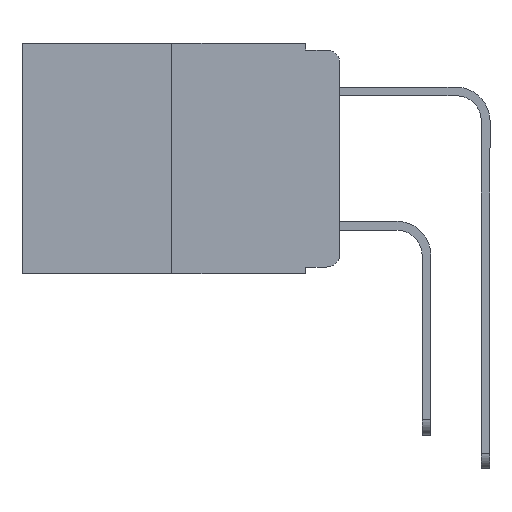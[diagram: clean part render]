
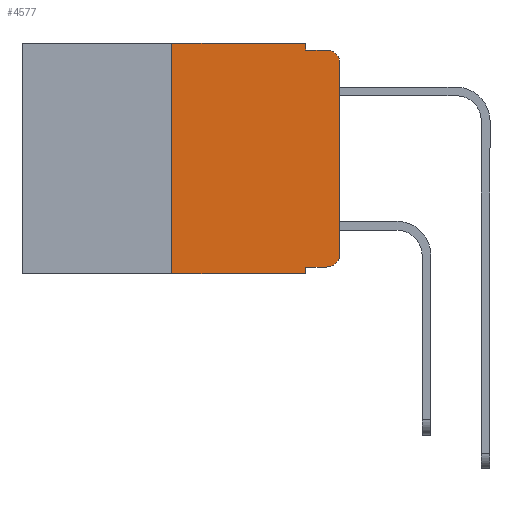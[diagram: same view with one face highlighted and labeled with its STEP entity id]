
A CAD part, left-side view. The second image highlights one B-rep face of the part: STEP entity #4577.
In plain terms, the highlighted planar face has unit normal (-1, 0, 0).
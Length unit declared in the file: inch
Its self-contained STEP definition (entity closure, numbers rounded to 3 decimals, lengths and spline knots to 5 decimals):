
#187 = EDGE_LOOP ( 'NONE', ( #1061, #1230, #1298, #254, #2815, #7730, #5316, #4898, #4855, #7894 ) ) ;
#254 = ORIENTED_EDGE ( 'NONE', *, *, #7529, .F. ) ;
#309 = EDGE_CURVE ( 'NONE', #10078, #4919, #6970, .T. ) ;
#396 = VECTOR ( 'NONE', #10759, 39.37008 ) ;
#475 = VERTEX_POINT ( 'NONE', #4597 ) ;
#784 = CARTESIAN_POINT ( 'NONE',  ( 0., 0.02, -0.03 ) ) ;
#807 = CARTESIAN_POINT ( 'NONE',  ( 0., 0.25, 0. ) ) ;
#834 = CARTESIAN_POINT ( 'NONE',  ( 0., 0.051, -0.333 ) ) ;
#953 = DIRECTION ( 'NONE',  ( 1., 0., 0. ) ) ;
#1061 = ORIENTED_EDGE ( 'NONE', *, *, #5428, .T. ) ;
#1230 = ORIENTED_EDGE ( 'NONE', *, *, #9667, .T. ) ;
#1233 = VERTEX_POINT ( 'NONE', #6594 ) ;
#1298 = ORIENTED_EDGE ( 'NONE', *, *, #2942, .F. ) ;
#1420 = AXIS2_PLACEMENT_3D ( 'NONE', #2090, #2184, #2160 ) ;
#1481 = DIRECTION ( 'NONE',  ( 0., -1., 0. ) ) ;
#1538 = AXIS2_PLACEMENT_3D ( 'NONE', #784, #7332, #1805 ) ;
#1543 = VECTOR ( 'NONE', #10712, 39.37008 ) ;
#1805 = DIRECTION ( 'NONE',  ( 0., 0., -1. ) ) ;
#1973 = LINE ( 'NONE', #9550, #8633 ) ;
#2090 = CARTESIAN_POINT ( 'NONE',  ( 0., 0.02, -0.313 ) ) ;
#2160 = DIRECTION ( 'NONE',  ( 0., 0., -1. ) ) ;
#2184 = DIRECTION ( 'NONE',  ( -1., 0., 0. ) ) ;
#2256 = EDGE_CURVE ( 'NONE', #7575, #10078, #6499, .T. ) ;
#2469 = FACE_OUTER_BOUND ( 'NONE', #187, .T. ) ;
#2815 = ORIENTED_EDGE ( 'NONE', *, *, #3098, .F. ) ;
#2934 = CARTESIAN_POINT ( 'NONE',  ( 0., 0.25, -0.343 ) ) ;
#2942 = EDGE_CURVE ( 'NONE', #5433, #1233, #9956, .T. ) ;
#3094 = VERTEX_POINT ( 'NONE', #7929 ) ;
#3098 = EDGE_CURVE ( 'NONE', #475, #10245, #1973, .T. ) ;
#3233 = EDGE_CURVE ( 'NONE', #7575, #5882, #5182, .T. ) ;
#3480 = CARTESIAN_POINT ( 'NONE',  ( 0., 0., -0.313 ) ) ;
#3781 = CARTESIAN_POINT ( 'NONE',  ( 0., 0.473, 0. ) ) ;
#4012 = VECTOR ( 'NONE', #1481, 39.37008 ) ;
#4568 = LINE ( 'NONE', #9590, #6766 ) ;
#4577 = ADVANCED_FACE ( 'NONE', ( #2469 ), #5691, .F. ) ;
#4597 = CARTESIAN_POINT ( 'NONE',  ( 0., 0.25, 0. ) ) ;
#4824 = EDGE_CURVE ( 'NONE', #9839, #5882, #10635, .T. ) ;
#4855 = ORIENTED_EDGE ( 'NONE', *, *, #2256, .T. ) ;
#4898 = ORIENTED_EDGE ( 'NONE', *, *, #3233, .F. ) ;
#4919 = VERTEX_POINT ( 'NONE', #3480 ) ;
#5009 = EDGE_CURVE ( 'NONE', #9839, #475, #8525, .T. ) ;
#5182 = LINE ( 'NONE', #9919, #396 ) ;
#5236 = DIRECTION ( 'NONE',  ( 0., -1., 0. ) ) ;
#5259 = AXIS2_PLACEMENT_3D ( 'NONE', #3781, #953, #7485 ) ;
#5308 = CARTESIAN_POINT ( 'NONE',  ( 0., 0.051, -0.333 ) ) ;
#5316 = ORIENTED_EDGE ( 'NONE', *, *, #4824, .T. ) ;
#5428 = EDGE_CURVE ( 'NONE', #4919, #3094, #6501, .T. ) ;
#5433 = VERTEX_POINT ( 'NONE', #8126 ) ;
#5691 = PLANE ( 'NONE',  #5259 ) ;
#5882 = VERTEX_POINT ( 'NONE', #11229 ) ;
#6121 = DIRECTION ( 'NONE',  ( 0., -1., 0. ) ) ;
#6419 = CIRCLE ( 'NONE', #1538, 0.02 ) ;
#6499 = LINE ( 'NONE', #834, #4012 ) ;
#6501 = LINE ( 'NONE', #11470, #8784 ) ;
#6594 = CARTESIAN_POINT ( 'NONE',  ( 0., 0.02, -0.01 ) ) ;
#6766 = VECTOR ( 'NONE', #10417, 39.37008 ) ;
#6894 = CARTESIAN_POINT ( 'NONE',  ( 0., 0.051, -0.01 ) ) ;
#6970 = CIRCLE ( 'NONE', #1420, 0.02 ) ;
#7332 = DIRECTION ( 'NONE',  ( -1., 0., 0. ) ) ;
#7400 = CARTESIAN_POINT ( 'NONE',  ( 0., 0.02, -0.333 ) ) ;
#7485 = DIRECTION ( 'NONE',  ( 0., 0., -1. ) ) ;
#7529 = EDGE_CURVE ( 'NONE', #10245, #5433, #4568, .T. ) ;
#7575 = VERTEX_POINT ( 'NONE', #5308 ) ;
#7585 = CARTESIAN_POINT ( 'NONE',  ( 0., 0.051, 0. ) ) ;
#7702 = DIRECTION ( 'NONE',  ( 0., -1., 0. ) ) ;
#7730 = ORIENTED_EDGE ( 'NONE', *, *, #5009, .F. ) ;
#7894 = ORIENTED_EDGE ( 'NONE', *, *, #309, .T. ) ;
#7929 = CARTESIAN_POINT ( 'NONE',  ( 0., 0., -0.03 ) ) ;
#7970 = VECTOR ( 'NONE', #7702, 39.37008 ) ;
#8092 = DIRECTION ( 'NONE',  ( 0., 0., 1. ) ) ;
#8126 = CARTESIAN_POINT ( 'NONE',  ( 0., 0.051, -0.01 ) ) ;
#8525 = LINE ( 'NONE', #807, #1543 ) ;
#8633 = VECTOR ( 'NONE', #6121, 39.37008 ) ;
#8668 = VECTOR ( 'NONE', #5236, 39.37008 ) ;
#8784 = VECTOR ( 'NONE', #8092, 39.37008 ) ;
#9550 = CARTESIAN_POINT ( 'NONE',  ( 0., 0.473, 0. ) ) ;
#9590 = CARTESIAN_POINT ( 'NONE',  ( 0., 0.051, 0. ) ) ;
#9667 = EDGE_CURVE ( 'NONE', #3094, #1233, #6419, .T. ) ;
#9839 = VERTEX_POINT ( 'NONE', #2934 ) ;
#9919 = CARTESIAN_POINT ( 'NONE',  ( 0., 0.051, 0. ) ) ;
#9956 = LINE ( 'NONE', #6894, #7970 ) ;
#10078 = VERTEX_POINT ( 'NONE', #7400 ) ;
#10245 = VERTEX_POINT ( 'NONE', #7585 ) ;
#10417 = DIRECTION ( 'NONE',  ( 0., 0., -1. ) ) ;
#10635 = LINE ( 'NONE', #11285, #8668 ) ;
#10712 = DIRECTION ( 'NONE',  ( 0., 0., 1. ) ) ;
#10759 = DIRECTION ( 'NONE',  ( 0., 0., -1. ) ) ;
#11229 = CARTESIAN_POINT ( 'NONE',  ( 0., 0.051, -0.343 ) ) ;
#11285 = CARTESIAN_POINT ( 'NONE',  ( 0., 0.473, -0.343 ) ) ;
#11470 = CARTESIAN_POINT ( 'NONE',  ( 0., 0., 0. ) ) ;
